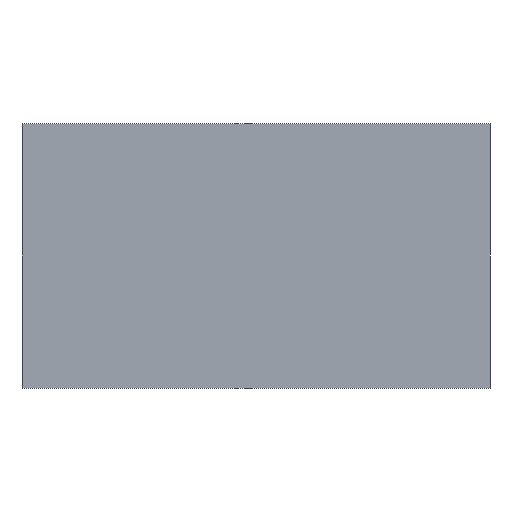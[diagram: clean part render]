
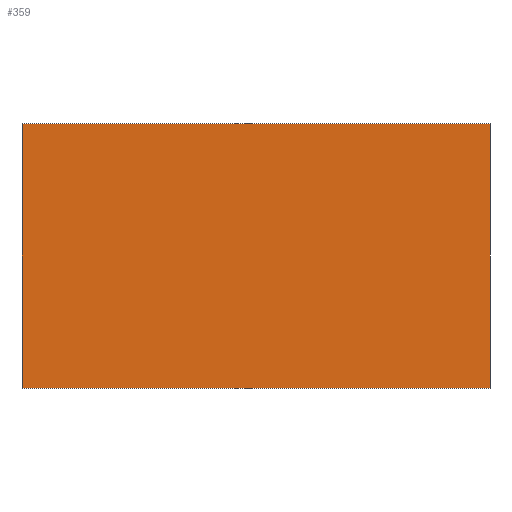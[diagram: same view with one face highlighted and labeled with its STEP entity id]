
A CAD part, front view. The second image highlights one B-rep face of the part: STEP entity #359.
In plain terms, the highlighted planar face has unit normal (0, -1, 0).
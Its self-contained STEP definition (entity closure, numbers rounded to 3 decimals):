
#6 = CARTESIAN_POINT ( 'NONE',  ( -3.18, 0., -1.8 ) ) ;
#23 = EDGE_CURVE ( 'NONE', #315, #165, #570, .T. ) ;
#25 = LINE ( 'NONE', #82, #550 ) ;
#26 = CARTESIAN_POINT ( 'NONE',  ( -3.18, 0., 1.8 ) ) ;
#56 = EDGE_CURVE ( 'NONE', #528, #114, #25, .T. ) ;
#82 = CARTESIAN_POINT ( 'NONE',  ( -3.18, 0., -1.8 ) ) ;
#102 = VECTOR ( 'NONE', #336, 1000. ) ;
#110 = DIRECTION ( 'NONE',  ( -1., 0., 0. ) ) ;
#114 = VERTEX_POINT ( 'NONE', #440 ) ;
#117 = LINE ( 'NONE', #26, #102 ) ;
#158 = ORIENTED_EDGE ( 'NONE', *, *, #23, .F. ) ;
#165 = VERTEX_POINT ( 'NONE', #394 ) ;
#188 = FACE_OUTER_BOUND ( 'NONE', #200, .T. ) ;
#200 = EDGE_LOOP ( 'NONE', ( #158, #327, #584, #660 ) ) ;
#315 = VERTEX_POINT ( 'NONE', #661 ) ;
#327 = ORIENTED_EDGE ( 'NONE', *, *, #664, .F. ) ;
#330 = CARTESIAN_POINT ( 'NONE',  ( 3.18, 0., -1.8 ) ) ;
#336 = DIRECTION ( 'NONE',  ( 1., 0., 0. ) ) ;
#352 = EDGE_CURVE ( 'NONE', #165, #528, #491, .T. ) ;
#359 = ADVANCED_FACE ( 'NONE', ( #188 ), #468, .F. ) ;
#373 = CARTESIAN_POINT ( 'NONE',  ( -3.18, 0., -1.8 ) ) ;
#394 = CARTESIAN_POINT ( 'NONE',  ( 3.18, 0., -1.8 ) ) ;
#410 = DIRECTION ( 'NONE',  ( 0., 0., 1. ) ) ;
#411 = VECTOR ( 'NONE', #110, 1000. ) ;
#412 = VECTOR ( 'NONE', #427, 1000. ) ;
#427 = DIRECTION ( 'NONE',  ( 0., 0., -1. ) ) ;
#440 = CARTESIAN_POINT ( 'NONE',  ( -3.18, 0., 1.8 ) ) ;
#468 = PLANE ( 'NONE',  #480 ) ;
#480 = AXIS2_PLACEMENT_3D ( 'NONE', #521, #627, #410 ) ;
#487 = DIRECTION ( 'NONE',  ( 0., 0., 1. ) ) ;
#491 = LINE ( 'NONE', #6, #411 ) ;
#521 = CARTESIAN_POINT ( 'NONE',  ( 0., 0., 0. ) ) ;
#528 = VERTEX_POINT ( 'NONE', #373 ) ;
#550 = VECTOR ( 'NONE', #487, 1000. ) ;
#570 = LINE ( 'NONE', #330, #412 ) ;
#584 = ORIENTED_EDGE ( 'NONE', *, *, #56, .F. ) ;
#627 = DIRECTION ( 'NONE',  ( 0., 1., 0. ) ) ;
#660 = ORIENTED_EDGE ( 'NONE', *, *, #352, .F. ) ;
#661 = CARTESIAN_POINT ( 'NONE',  ( 3.18, 0., 1.8 ) ) ;
#664 = EDGE_CURVE ( 'NONE', #114, #315, #117, .T. ) ;
